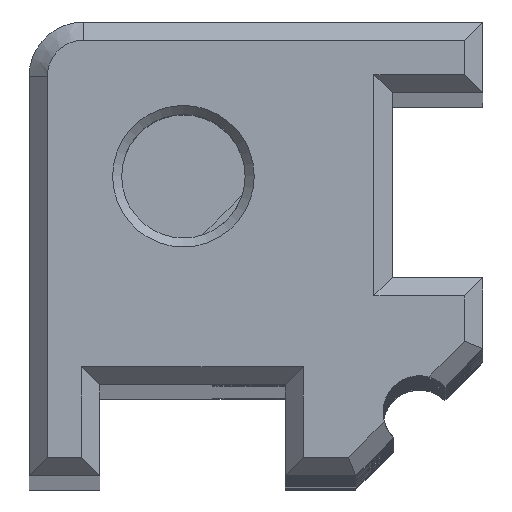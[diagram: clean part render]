
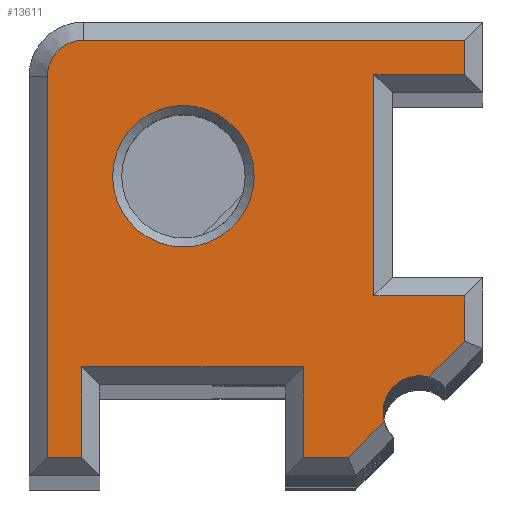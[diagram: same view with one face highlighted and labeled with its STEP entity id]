
A CAD part, top view. The second image highlights one B-rep face of the part: STEP entity #13611.
In plain terms, the highlighted planar face has unit normal (0, 0, 1).
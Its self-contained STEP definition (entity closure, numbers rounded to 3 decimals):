
#38=FACE_BOUND('',#4252,.T.);
#218=PLANE('',#14420);
#1292=LINE('',#27691,#2414);
#1293=LINE('',#27693,#2415);
#1294=LINE('',#27695,#2416);
#1295=LINE('',#27697,#2417);
#1296=LINE('',#27699,#2418);
#1297=LINE('',#27701,#2419);
#1298=LINE('',#27703,#2420);
#1299=LINE('',#27707,#2421);
#1300=LINE('',#27709,#2422);
#1301=LINE('',#27711,#2423);
#1302=LINE('',#27713,#2424);
#1303=LINE('',#27715,#2425);
#1304=LINE('',#27717,#2426);
#1305=LINE('',#27718,#2427);
#2414=VECTOR('',#16667,10.);
#2415=VECTOR('',#16668,10.);
#2416=VECTOR('',#16669,10.);
#2417=VECTOR('',#16670,10.);
#2418=VECTOR('',#16671,10.);
#2419=VECTOR('',#16672,10.);
#2420=VECTOR('',#16673,10.);
#2421=VECTOR('',#16676,10.);
#2422=VECTOR('',#16677,10.);
#2423=VECTOR('',#16678,10.);
#2424=VECTOR('',#16679,10.);
#2425=VECTOR('',#16680,10.);
#2426=VECTOR('',#16681,10.);
#2427=VECTOR('',#16682,10.);
#3485=FACE_OUTER_BOUND('',#4251,.T.);
#4251=EDGE_LOOP('',(#11661,#11662,#11663,#11664,#11665,#11666,#11667,#11668,
#11669,#11670,#11671,#11672,#11673,#11674,#11675,#11676));
#4252=EDGE_LOOP('',(#11677));
#4514=CIRCLE('',#13894,1.);
#4713=CIRCLE('',#14416,1.95);
#4716=CIRCLE('',#14421,1.);
#5485=VERTEX_POINT('',#18113);
#5486=VERTEX_POINT('',#18115);
#6399=VERTEX_POINT('',#27680);
#6402=VERTEX_POINT('',#27690);
#6403=VERTEX_POINT('',#27692);
#6404=VERTEX_POINT('',#27694);
#6405=VERTEX_POINT('',#27696);
#6406=VERTEX_POINT('',#27698);
#6407=VERTEX_POINT('',#27700);
#6408=VERTEX_POINT('',#27702);
#6409=VERTEX_POINT('',#27704);
#6410=VERTEX_POINT('',#27706);
#6411=VERTEX_POINT('',#27708);
#6412=VERTEX_POINT('',#27710);
#6413=VERTEX_POINT('',#27712);
#6414=VERTEX_POINT('',#27714);
#6415=VERTEX_POINT('',#27716);
#6823=EDGE_CURVE('',#5486,#5485,#4514,.T.);
#8229=EDGE_CURVE('',#6399,#6399,#4713,.T.);
#8234=EDGE_CURVE('',#6402,#5485,#1292,.T.);
#8235=EDGE_CURVE('',#6403,#6402,#1293,.T.);
#8236=EDGE_CURVE('',#6404,#6403,#1294,.T.);
#8237=EDGE_CURVE('',#6405,#6404,#1295,.T.);
#8238=EDGE_CURVE('',#6406,#6405,#1296,.T.);
#8239=EDGE_CURVE('',#6407,#6406,#1297,.T.);
#8240=EDGE_CURVE('',#6408,#6407,#1298,.T.);
#8241=EDGE_CURVE('',#6409,#6408,#4716,.T.);
#8242=EDGE_CURVE('',#6410,#6409,#1299,.T.);
#8243=EDGE_CURVE('',#6411,#6410,#1300,.T.);
#8244=EDGE_CURVE('',#6412,#6411,#1301,.T.);
#8245=EDGE_CURVE('',#6413,#6412,#1302,.T.);
#8246=EDGE_CURVE('',#6414,#6413,#1303,.T.);
#8247=EDGE_CURVE('',#6415,#6414,#1304,.T.);
#8248=EDGE_CURVE('',#5486,#6415,#1305,.T.);
#11661=ORIENTED_EDGE('',*,*,#8234,.F.);
#11662=ORIENTED_EDGE('',*,*,#8235,.F.);
#11663=ORIENTED_EDGE('',*,*,#8236,.F.);
#11664=ORIENTED_EDGE('',*,*,#8237,.F.);
#11665=ORIENTED_EDGE('',*,*,#8238,.F.);
#11666=ORIENTED_EDGE('',*,*,#8239,.F.);
#11667=ORIENTED_EDGE('',*,*,#8240,.F.);
#11668=ORIENTED_EDGE('',*,*,#8241,.F.);
#11669=ORIENTED_EDGE('',*,*,#8242,.F.);
#11670=ORIENTED_EDGE('',*,*,#8243,.F.);
#11671=ORIENTED_EDGE('',*,*,#8244,.F.);
#11672=ORIENTED_EDGE('',*,*,#8245,.F.);
#11673=ORIENTED_EDGE('',*,*,#8246,.F.);
#11674=ORIENTED_EDGE('',*,*,#8247,.F.);
#11675=ORIENTED_EDGE('',*,*,#8248,.F.);
#11676=ORIENTED_EDGE('',*,*,#6823,.T.);
#11677=ORIENTED_EDGE('',*,*,#8229,.F.);
#13611=ADVANCED_FACE('',(#3485,#38),#218,.T.);
#13894=AXIS2_PLACEMENT_3D('',#18116,#14877,#14878);
#14416=AXIS2_PLACEMENT_3D('',#27681,#16655,#16656);
#14420=AXIS2_PLACEMENT_3D('',#27689,#16665,#16666);
#14421=AXIS2_PLACEMENT_3D('',#27705,#16674,#16675);
#14877=DIRECTION('center_axis',(0.,0.,-1.));
#14878=DIRECTION('ref_axis',(1.,0.,0.));
#16655=DIRECTION('center_axis',(0.,0.,1.));
#16656=DIRECTION('ref_axis',(1.,0.,0.));
#16665=DIRECTION('center_axis',(0.,0.,1.));
#16666=DIRECTION('ref_axis',(1.,0.,0.));
#16667=DIRECTION('',(-0.707,-0.707,0.));
#16668=DIRECTION('',(0.,-1.,0.));
#16669=DIRECTION('',(1.,0.,0.));
#16670=DIRECTION('',(0.,-1.,0.));
#16671=DIRECTION('',(-1.,0.,0.));
#16672=DIRECTION('',(0.,-1.,0.));
#16673=DIRECTION('',(1.,0.,0.));
#16674=DIRECTION('center_axis',(0.,0.,-1.));
#16675=DIRECTION('ref_axis',(-0.707,0.707,0.));
#16676=DIRECTION('',(0.,1.,0.));
#16677=DIRECTION('',(-1.,0.,0.));
#16678=DIRECTION('',(0.,-1.,0.));
#16679=DIRECTION('',(-1.,0.,0.));
#16680=DIRECTION('',(0.,1.,0.));
#16681=DIRECTION('',(-1.,0.,0.));
#16682=DIRECTION('',(-0.707,-0.707,0.));
#18113=CARTESIAN_POINT('',(-38.991,40.216,113.5));
#18115=CARTESIAN_POINT('',(-40.216,38.991,113.5));
#18116=CARTESIAN_POINT('Origin',(-39.25,39.25,113.5));
#27680=CARTESIAN_POINT('',(-47.7,45.75,113.5));
#27681=CARTESIAN_POINT('Origin',(-45.75,45.75,113.5));
#27689=CARTESIAN_POINT('Origin',(-43.75,43.75,113.5));
#27690=CARTESIAN_POINT('',(-38.,41.207,113.5));
#27691=CARTESIAN_POINT('',(-38.729,40.479,113.5));
#27692=CARTESIAN_POINT('',(-38.,42.45,113.5));
#27693=CARTESIAN_POINT('',(-38.,43.35,113.5));
#27694=CARTESIAN_POINT('',(-40.5,42.45,113.5));
#27695=CARTESIAN_POINT('',(-41.875,42.45,113.5));
#27696=CARTESIAN_POINT('',(-40.5,48.55,113.5));
#27697=CARTESIAN_POINT('',(-40.5,45.9,113.5));
#27698=CARTESIAN_POINT('',(-38.,48.55,113.5));
#27699=CARTESIAN_POINT('',(-40.625,48.55,113.5));
#27700=CARTESIAN_POINT('',(-38.,49.5,113.5));
#27701=CARTESIAN_POINT('',(-38.,46.875,113.5));
#27702=CARTESIAN_POINT('',(-48.5,49.5,113.5));
#27703=CARTESIAN_POINT('',(-46.875,49.5,113.5));
#27704=CARTESIAN_POINT('',(-49.5,48.5,113.5));
#27705=CARTESIAN_POINT('Origin',(-48.5,48.5,113.5));
#27706=CARTESIAN_POINT('',(-49.5,38.,113.5));
#27707=CARTESIAN_POINT('',(-49.5,40.625,113.5));
#27708=CARTESIAN_POINT('',(-48.55,38.,113.5));
#27709=CARTESIAN_POINT('',(-45.9,38.,113.5));
#27710=CARTESIAN_POINT('',(-48.55,40.5,113.5));
#27711=CARTESIAN_POINT('',(-48.55,41.875,113.5));
#27712=CARTESIAN_POINT('',(-42.45,40.5,113.5));
#27713=CARTESIAN_POINT('',(-43.35,40.5,113.5));
#27714=CARTESIAN_POINT('',(-42.45,38.,113.5));
#27715=CARTESIAN_POINT('',(-42.45,40.625,113.5));
#27716=CARTESIAN_POINT('',(-41.207,38.,113.5));
#27717=CARTESIAN_POINT('',(-42.375,38.,113.5));
#27718=CARTESIAN_POINT('',(-38.729,40.479,113.5));
